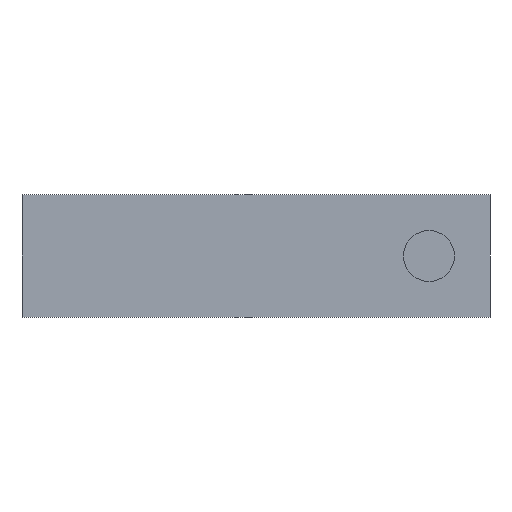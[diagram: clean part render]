
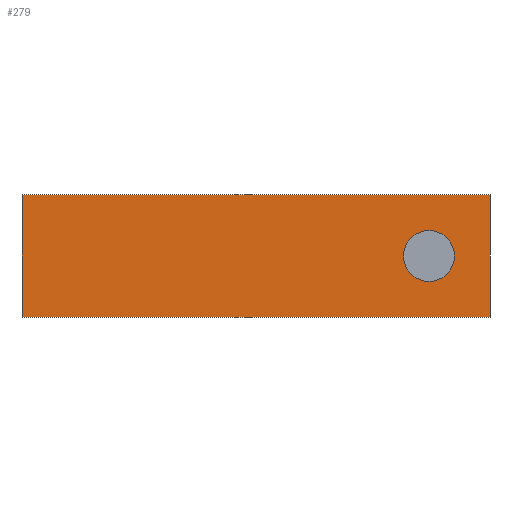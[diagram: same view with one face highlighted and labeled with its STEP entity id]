
A CAD part, front view. The second image highlights one B-rep face of the part: STEP entity #279.
In plain terms, the highlighted planar face has unit normal (0, -1, 0).
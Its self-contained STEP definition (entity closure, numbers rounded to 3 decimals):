
#30 = DIRECTION ( 'NONE',  ( 0., 0., -1. ) ) ;
#32 = EDGE_CURVE ( 'NONE', #212, #109, #217, .T. ) ;
#33 = DIRECTION ( 'NONE',  ( 0., -1., 0. ) ) ;
#35 = PLANE ( 'NONE',  #494 ) ;
#37 = FACE_BOUND ( 'NONE', #360, .T. ) ;
#45 = EDGE_CURVE ( 'NONE', #164, #211, #129, .T. ) ;
#53 = CIRCLE ( 'NONE', #424, 6.25 ) ;
#71 = CARTESIAN_POINT ( 'NONE',  ( 0., -22.5, 0. ) ) ;
#109 = VERTEX_POINT ( 'NONE', #598 ) ;
#113 = LINE ( 'NONE', #706, #132 ) ;
#116 = VECTOR ( 'NONE', #711, 1000. ) ;
#129 = CIRCLE ( 'NONE', #323, 6.25 ) ;
#132 = VECTOR ( 'NONE', #705, 1000. ) ;
#164 = VERTEX_POINT ( 'NONE', #448 ) ;
#211 = VERTEX_POINT ( 'NONE', #395 ) ;
#212 = VERTEX_POINT ( 'NONE', #425 ) ;
#217 = LINE ( 'NONE', #580, #566 ) ;
#277 = ORIENTED_EDGE ( 'NONE', *, *, #563, .F. ) ;
#279 = ADVANCED_FACE ( 'NONE', ( #701, #37 ), #35, .T. ) ;
#296 = ORIENTED_EDGE ( 'NONE', *, *, #781, .F. ) ;
#323 = AXIS2_PLACEMENT_3D ( 'NONE', #633, #635, #638 ) ;
#344 = EDGE_LOOP ( 'NONE', ( #825, #296, #796, #568 ) ) ;
#360 = EDGE_LOOP ( 'NONE', ( #708, #277 ) ) ;
#395 = CARTESIAN_POINT ( 'NONE',  ( 42.5, -22.5, -6.25 ) ) ;
#406 = VERTEX_POINT ( 'NONE', #784 ) ;
#424 = AXIS2_PLACEMENT_3D ( 'NONE', #761, #763, #759 ) ;
#425 = CARTESIAN_POINT ( 'NONE',  ( -57.5, -22.5, -15. ) ) ;
#448 = CARTESIAN_POINT ( 'NONE',  ( 42.5, -22.5, 6.25 ) ) ;
#494 = AXIS2_PLACEMENT_3D ( 'NONE', #71, #33, #30 ) ;
#557 = VERTEX_POINT ( 'NONE', #786 ) ;
#563 = EDGE_CURVE ( 'NONE', #211, #164, #53, .T. ) ;
#566 = VECTOR ( 'NONE', #585, 1000. ) ;
#568 = ORIENTED_EDGE ( 'NONE', *, *, #709, .F. ) ;
#580 = CARTESIAN_POINT ( 'NONE',  ( -57.5, -22.5, 15. ) ) ;
#585 = DIRECTION ( 'NONE',  ( 0., 0., 1. ) ) ;
#593 = VECTOR ( 'NONE', #727, 1000. ) ;
#598 = CARTESIAN_POINT ( 'NONE',  ( -57.5, -22.5, 15. ) ) ;
#633 = CARTESIAN_POINT ( 'NONE',  ( 42.5, -22.5, 0. ) ) ;
#635 = DIRECTION ( 'NONE',  ( 0., -1., 0. ) ) ;
#638 = DIRECTION ( 'NONE',  ( 0., 0., -1. ) ) ;
#701 = FACE_OUTER_BOUND ( 'NONE', #344, .T. ) ;
#705 = DIRECTION ( 'NONE',  ( 1., 0., 0. ) ) ;
#706 = CARTESIAN_POINT ( 'NONE',  ( -57.5, -22.5, 15. ) ) ;
#708 = ORIENTED_EDGE ( 'NONE', *, *, #45, .F. ) ;
#709 = EDGE_CURVE ( 'NONE', #406, #212, #837, .T. ) ;
#711 = DIRECTION ( 'NONE',  ( 0., 0., -1. ) ) ;
#712 = CARTESIAN_POINT ( 'NONE',  ( 57.5, -22.5, 15. ) ) ;
#727 = DIRECTION ( 'NONE',  ( -1., 0., 0. ) ) ;
#729 = CARTESIAN_POINT ( 'NONE',  ( -57.5, -22.5, -15. ) ) ;
#759 = DIRECTION ( 'NONE',  ( 0., 0., -1. ) ) ;
#761 = CARTESIAN_POINT ( 'NONE',  ( 42.5, -22.5, 0. ) ) ;
#763 = DIRECTION ( 'NONE',  ( 0., -1., 0. ) ) ;
#772 = EDGE_CURVE ( 'NONE', #557, #406, #848, .T. ) ;
#781 = EDGE_CURVE ( 'NONE', #109, #557, #113, .T. ) ;
#784 = CARTESIAN_POINT ( 'NONE',  ( 57.5, -22.5, -15. ) ) ;
#786 = CARTESIAN_POINT ( 'NONE',  ( 57.5, -22.5, 15. ) ) ;
#796 = ORIENTED_EDGE ( 'NONE', *, *, #32, .F. ) ;
#825 = ORIENTED_EDGE ( 'NONE', *, *, #772, .F. ) ;
#837 = LINE ( 'NONE', #729, #593 ) ;
#848 = LINE ( 'NONE', #712, #116 ) ;
